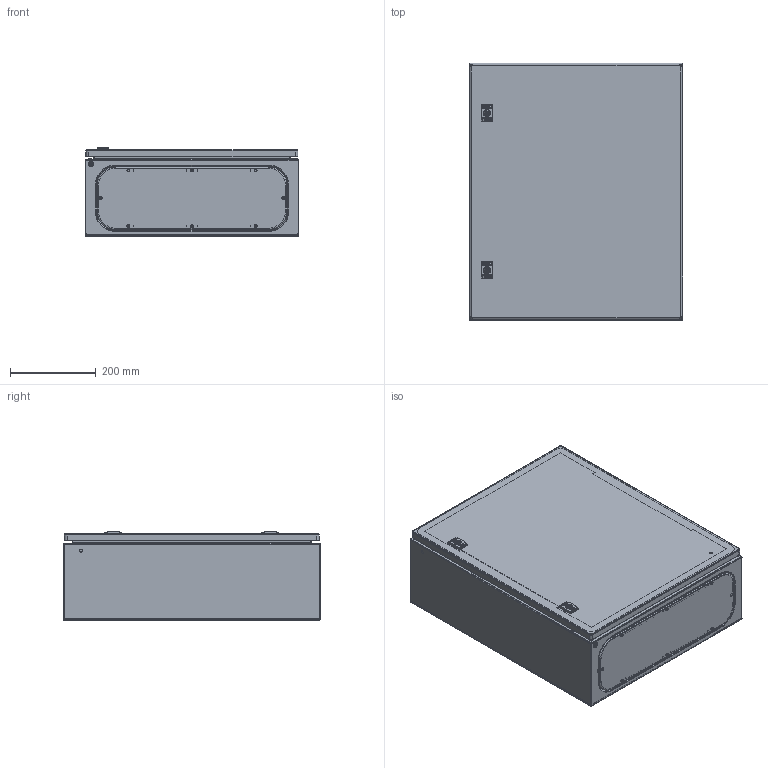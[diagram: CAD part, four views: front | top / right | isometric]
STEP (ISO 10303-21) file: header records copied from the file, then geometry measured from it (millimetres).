
FILE_DESCRIPTION(('STEP AP242'),'1');
FILE_NAME('nsycrn65200.stp','2019-10-23T05:55:51',('TraceParts'),('TraceParts S.A.'),'Spatial InterOp 3D',' ',' ');
FILE_SCHEMA(('AP242_MANAGED_MODEL_BASED_3D_ENGINEERING_MIM_LF {1 0 10303 442 1 1 4}'));
Length unit declared in the file: millimetre
Products named in the file (1): NSYCRN65200_ASM|BODY_CRN65_200#BODY_CRN65_200;BODY_CRN65_200
Bounding box: 500 x 601.2 x 207.31 mm (x, y, z)
Volume: 1606958.6 mm3; surface area: 2352691 mm2
Topology: 7 solids, 19 shells, 3693 faces, 9960 edges, 6297 vertices
Faces by surface type: plane 1461, cylinder 1108, cone 322, extrusion 292, torus 246, bspline 182, sphere 78, revolution 4
Entity records: 131348 total; most frequent: CARTESIAN_POINT 40067, ORIENTED_EDGE 19736, DIRECTION 18104, EDGE_CURVE 9868, AXIS2_PLACEMENT_3D 6335, VERTEX_POINT 6297, VECTOR 5430, LINE 5138
